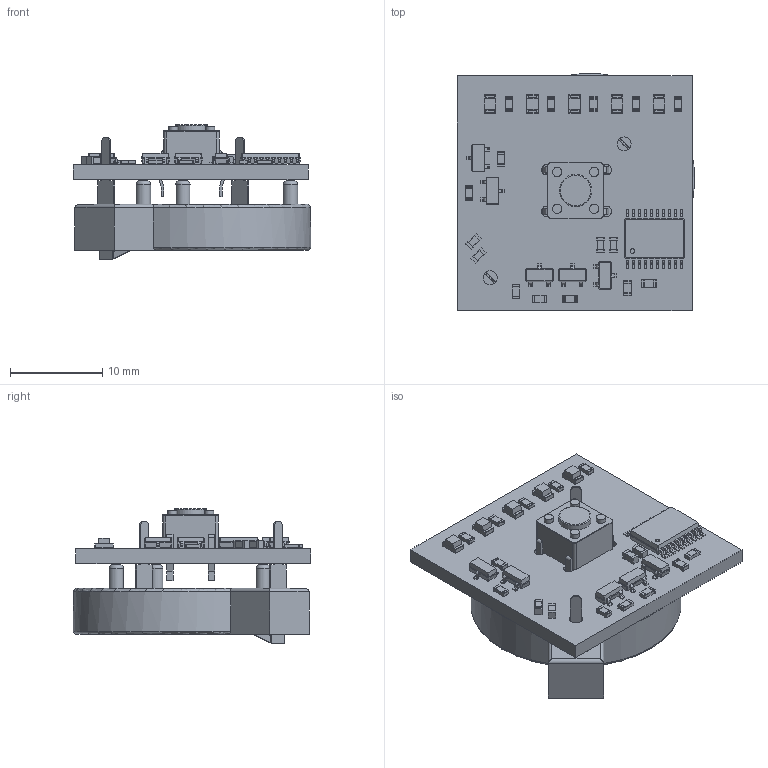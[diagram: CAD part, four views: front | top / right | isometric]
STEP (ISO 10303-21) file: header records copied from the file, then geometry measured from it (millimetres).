
FILE_DESCRIPTION(('KiCad electronic assembly'),'2;1');
FILE_NAME('PomodoroTomatoTimer.step','2019-07-25T23:09:16',('An Author') ,('A Company'),'Open CASCADE STEP processor 6.9', 'KiCad to STEP converter','Unknown');
FILE_SCHEMA(('AUTOMOTIVE_DESIGN { 1 0 10303 214 1 1 1 1 }'));
Length unit declared in the file: millimetre
Products named in the file (16): Open CASCADE STEP translator 6.9 1; LED_0805_2012Metric; SOLID; SW_PUSH_6mm; R_0603_1608Metric; TSSOP-20_4.4x6.5mm_P0.65mm; C_0603_1608Metric; BatteryHolder_Keystone_103_1x20mm; SOT-23; COMPOUND
Assembly tree (37 placements, depth 3):
  Open CASCADE STEP translator 6.9 1
    LED_0805_2012Metric  x5
      SOLID
    SW_PUSH_6mm
      SOLID
    R_0603_1608Metric  x12
      SOLID
    TSSOP-20_4.4x6.5mm_P0.65mm
      SOLID
    C_0603_1608Metric  x4
      SOLID
    BatteryHolder_Keystone_103_1x20mm
      SOLID
    SOT-23  x5
      SOLID
    COMPOUND
Bounding box: 25.68 x 25.68 x 14.6 mm (x, y, z)
Volume: 2061.2 mm3; surface area: 3732.1 mm2
Topology: 30 solids, 30 shells, 1578 faces, 4050 edges, 2559 vertices
Faces by surface type: plane 1003, cylinder 386, bspline 179, torus 10
Full cylindrical faces by diameter (mm): 0.5 x1, 1 x4, 1.1 x4, 1.5 x2, 1.57 x3, 3.5 x1, 6.066 x1, 14.154 x1
Entity records: 51224 total; most frequent: CARTESIAN_POINT 9425, DIRECTION 6810, LINE 4516, VECTOR 4516, ORIENTED_EDGE 3668, PCURVE 3668, DEFINITIONAL_REPRESENTATION 3668, EDGE_CURVE 1834
